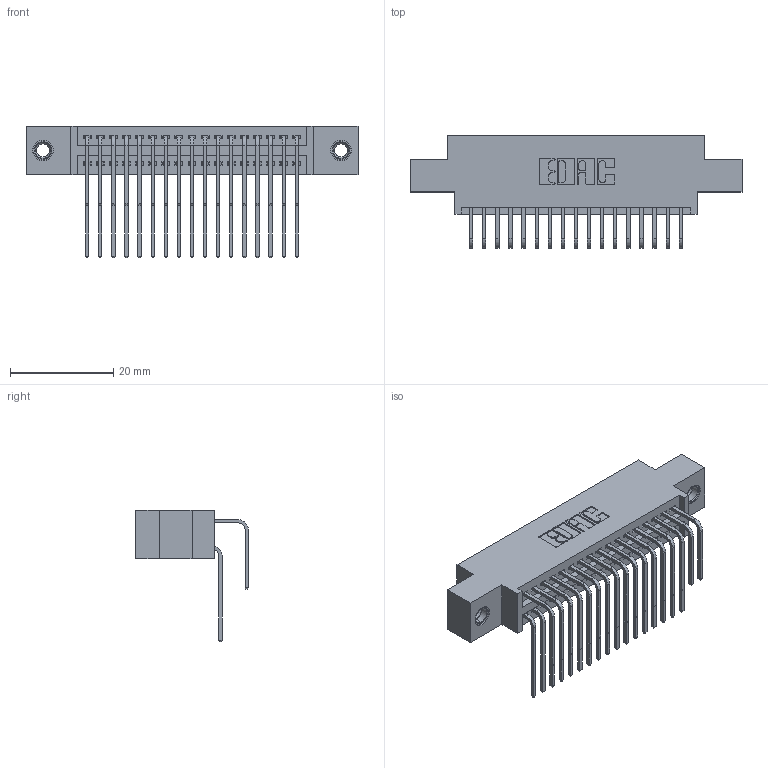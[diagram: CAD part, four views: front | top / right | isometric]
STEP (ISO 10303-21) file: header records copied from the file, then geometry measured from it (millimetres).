
FILE_DESCRIPTION (( 'STEP AP203' ), '1' );
FILE_NAME ('395-034-558-807.STEP', '2019-10-17T18:31:05', ( '' ), ( '' ), 'SwSTEP 2.0', 'SolidWorks 2016', '' );
FILE_SCHEMA (( 'CONFIG_CONTROL_DESIGN' ));
Length unit declared in the file: inch
Products named in the file (5): 345 Part_0.170 Offset - 0.156 Dia-TI; 345-292-001_558 559 Tail - 1; 345-292-001_558 Tail - 2; 345-250-001_345-250-005-103; 395-034-558-807
Assembly tree (37 placements, depth 2):
  395-034-558-807
    345 Part_0.170 Offset - 0.156 Dia-TI
    345-292-001_558 559 Tail - 1  x17
    345-292-001_558 Tail - 2  x17
    345-250-001_345-250-005-103  x2
Bounding box: 64.39 x 21.83 x 25.53 mm (x, y, z)
Volume: 6092 mm3; surface area: 9614.4 mm2
Topology: 37 solids, 37 shells, 1958 faces, 5759 edges, 3786 vertices
Faces by surface type: plane 1306, cylinder 636, cone 12, torus 4
Entity records: 19674 total; most frequent: CARTESIAN_POINT 3350, ORIENTED_EDGE 3226, DIRECTION 2983, EDGE_CURVE 1613, LINE 1353, VECTOR 1353, VERTEX_POINT 1068, AXIS2_PLACEMENT_3D 815
